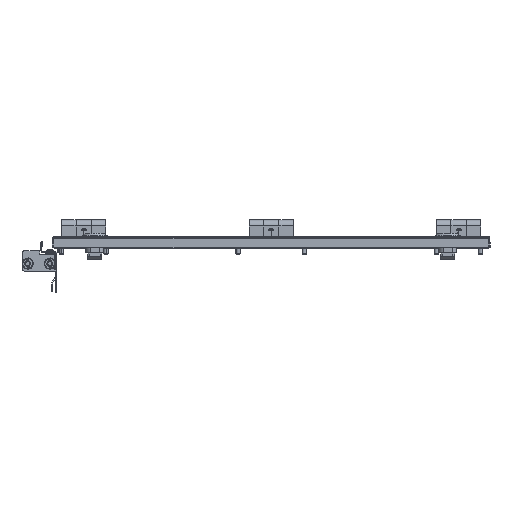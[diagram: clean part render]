
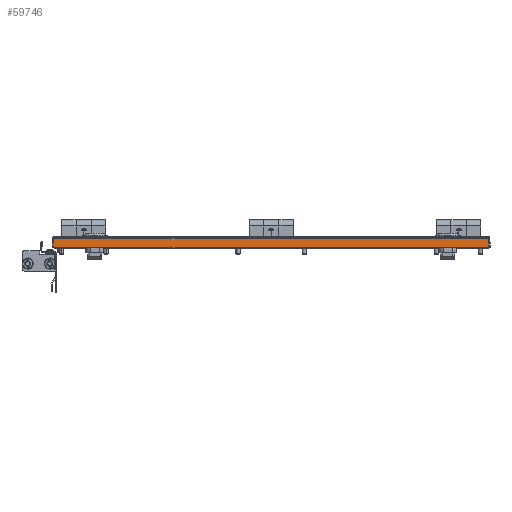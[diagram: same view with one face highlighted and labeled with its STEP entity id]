
A CAD part, left-side view. The second image highlights one B-rep face of the part: STEP entity #59746.
In plain terms, the highlighted planar face has unit normal (-1, 0, 0).
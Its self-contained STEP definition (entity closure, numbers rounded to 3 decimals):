
#2135 = LINE ( 'NONE', #48654, #65421 ) ;
#2316 = VERTEX_POINT ( 'NONE', #14855 ) ;
#3180 = CARTESIAN_POINT ( 'NONE',  ( -589.25, -248.002, -2.4 ) ) ;
#3187 = PLANE ( 'NONE',  #4037 ) ;
#4037 = AXIS2_PLACEMENT_3D ( 'NONE', #57439, #58142, #24677 ) ;
#4221 = CARTESIAN_POINT ( 'NONE',  ( -589.25, -246.531, -12. ) ) ;
#9456 = LINE ( 'NONE', #3180, #53986 ) ;
#9839 = VECTOR ( 'NONE', #46376, 1000. ) ;
#11219 = ORIENTED_EDGE ( 'NONE', *, *, #52055, .F. ) ;
#14855 = CARTESIAN_POINT ( 'NONE',  ( -589.25, -246.531, -2.4 ) ) ;
#15152 = CARTESIAN_POINT ( 'NONE',  ( -589.25, 246.528, -2.4 ) ) ;
#15491 = ORIENTED_EDGE ( 'NONE', *, *, #28379, .T. ) ;
#16934 = EDGE_LOOP ( 'NONE', ( #53382, #11219, #15491, #22889 ) ) ;
#22889 = ORIENTED_EDGE ( 'NONE', *, *, #30159, .T. ) ;
#24677 = DIRECTION ( 'NONE',  ( 0., 0., -1. ) ) ;
#25714 = EDGE_CURVE ( 'NONE', #2316, #33161, #36394, .T. ) ;
#26903 = DIRECTION ( 'NONE',  ( 0., -1., 0. ) ) ;
#28379 = EDGE_CURVE ( 'NONE', #52398, #48964, #67860, .T. ) ;
#30159 = EDGE_CURVE ( 'NONE', #48964, #33161, #2135, .T. ) ;
#32741 = CARTESIAN_POINT ( 'NONE',  ( -589.25, 246.528, 0. ) ) ;
#33161 = VERTEX_POINT ( 'NONE', #4221 ) ;
#36394 = LINE ( 'NONE', #44239, #9839 ) ;
#44239 = CARTESIAN_POINT ( 'NONE',  ( -589.25, -246.531, -1.4 ) ) ;
#46376 = DIRECTION ( 'NONE',  ( 0., 0., -1. ) ) ;
#46884 = DIRECTION ( 'NONE',  ( 0., -1., 0. ) ) ;
#48654 = CARTESIAN_POINT ( 'NONE',  ( -589.25, -0.002, -12. ) ) ;
#48964 = VERTEX_POINT ( 'NONE', #67681 ) ;
#52055 = EDGE_CURVE ( 'NONE', #52398, #2316, #9456, .T. ) ;
#52398 = VERTEX_POINT ( 'NONE', #15152 ) ;
#53309 = VECTOR ( 'NONE', #70712, 1000. ) ;
#53382 = ORIENTED_EDGE ( 'NONE', *, *, #25714, .F. ) ;
#53986 = VECTOR ( 'NONE', #46884, 1000. ) ;
#57439 = CARTESIAN_POINT ( 'NONE',  ( -589.25, -0.002, 0. ) ) ;
#58142 = DIRECTION ( 'NONE',  ( 1., 0., 0. ) ) ;
#59746 = ADVANCED_FACE ( 'NONE', ( #69341 ), #3187, .F. ) ;
#65421 = VECTOR ( 'NONE', #26903, 1000. ) ;
#67681 = CARTESIAN_POINT ( 'NONE',  ( -589.25, 246.528, -12. ) ) ;
#67860 = LINE ( 'NONE', #32741, #53309 ) ;
#69341 = FACE_OUTER_BOUND ( 'NONE', #16934, .T. ) ;
#70712 = DIRECTION ( 'NONE',  ( 0., 0., -1. ) ) ;
